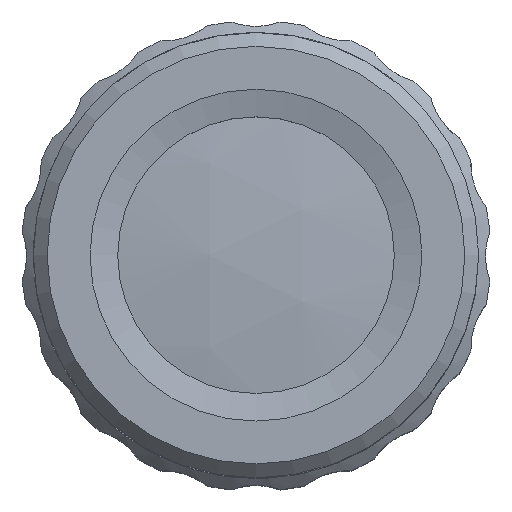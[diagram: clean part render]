
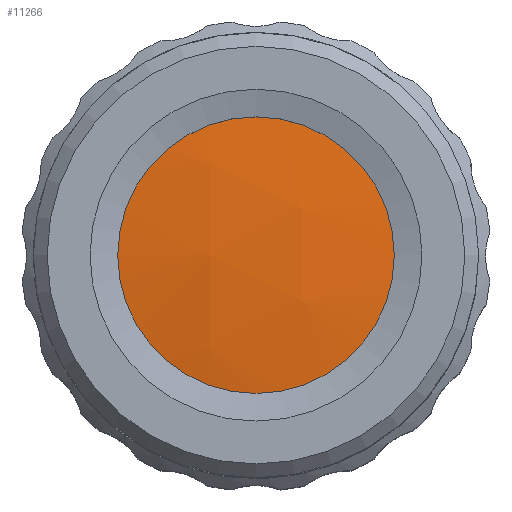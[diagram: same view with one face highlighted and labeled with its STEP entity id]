
A CAD part, top view. The second image highlights one B-rep face of the part: STEP entity #11266.
In plain terms, the highlighted spherical face has radius 75 mm.
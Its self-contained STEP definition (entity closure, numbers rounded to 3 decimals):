
#868 = DIRECTION ( 'NONE',  ( 1., 0., 0. ) ) ;
#8524 = VERTEX_POINT ( 'NONE', #11767 ) ;
#11266 = ADVANCED_FACE ( 'NONE', ( #27037 ), #24316, .T. ) ;
#11339 = DIRECTION ( 'NONE',  ( 0., -1., 0. ) ) ;
#11767 = CARTESIAN_POINT ( 'NONE',  ( 10., 0., 64.33 ) ) ;
#15158 = AXIS2_PLACEMENT_3D ( 'NONE', #35322, #868, #11339 ) ;
#17523 = CIRCLE ( 'NONE', #18672, 10. ) ;
#18144 = EDGE_CURVE ( 'NONE', #8524, #8524, #17523, .T. ) ;
#18672 = AXIS2_PLACEMENT_3D ( 'NONE', #21902, #27846, #24789 ) ;
#21902 = CARTESIAN_POINT ( 'NONE',  ( 0., 0., 64.33 ) ) ;
#24316 = SPHERICAL_SURFACE ( 'NONE', #15158, 75. ) ;
#24789 = DIRECTION ( 'NONE',  ( 1., 0., 0. ) ) ;
#26739 = ORIENTED_EDGE ( 'NONE', *, *, #18144, .T. ) ;
#27037 = FACE_OUTER_BOUND ( 'NONE', #29804, .T. ) ;
#27846 = DIRECTION ( 'NONE',  ( 0., 0., 1. ) ) ;
#29804 = EDGE_LOOP ( 'NONE', ( #26739 ) ) ;
#35322 = CARTESIAN_POINT ( 'NONE',  ( 0., 0., -10. ) ) ;
